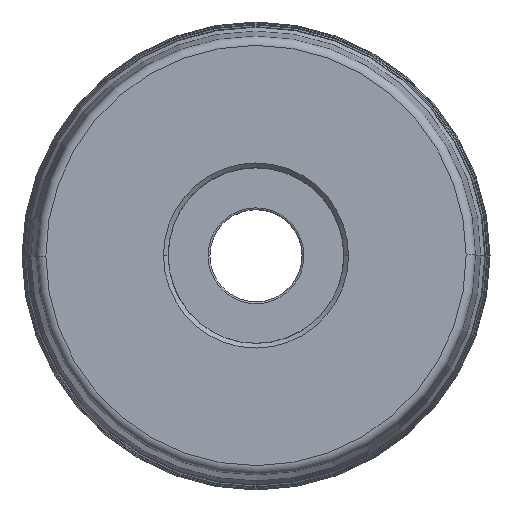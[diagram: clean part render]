
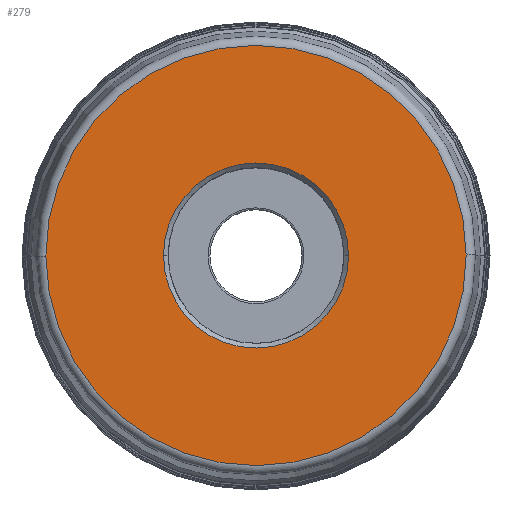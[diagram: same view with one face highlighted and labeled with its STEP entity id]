
A CAD part, top view. The second image highlights one B-rep face of the part: STEP entity #279.
In plain terms, the highlighted planar face has unit normal (0, 0, 1).
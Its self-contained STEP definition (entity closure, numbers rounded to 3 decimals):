
#60=PLANE('',#2826);
#69=FACE_BOUND('',#642,.T.);
#70=FACE_BOUND('',#643,.T.);
#279=ADVANCED_FACE('',(#69,#70),#60,.F.);
#642=EDGE_LOOP('',(#1126,#1127));
#643=EDGE_LOOP('',(#1128,#1129));
#1126=ORIENTED_EDGE('',*,*,#1770,.F.);
#1127=ORIENTED_EDGE('',*,*,#1769,.F.);
#1128=ORIENTED_EDGE('',*,*,#1771,.F.);
#1129=ORIENTED_EDGE('',*,*,#1772,.F.);
#1482=VERTEX_POINT('',#5177);
#1483=VERTEX_POINT('',#5179);
#1484=VERTEX_POINT('',#5184);
#1485=VERTEX_POINT('',#5185);
#1769=EDGE_CURVE('',#1483,#1482,#2150,.T.);
#1770=EDGE_CURVE('',#1482,#1483,#2151,.T.);
#1771=EDGE_CURVE('',#1484,#1485,#2152,.T.);
#1772=EDGE_CURVE('',#1485,#1484,#2153,.T.);
#2150=CIRCLE('',#2821,45.625);
#2151=CIRCLE('',#2823,45.625);
#2152=CIRCLE('',#2824,20.085);
#2153=CIRCLE('',#2825,20.085);
#2821=AXIS2_PLACEMENT_3D('',#5180,#3538,#3539);
#2823=AXIS2_PLACEMENT_3D('',#5182,#3542,#3543);
#2824=AXIS2_PLACEMENT_3D('',#5183,#3544,#3545);
#2825=AXIS2_PLACEMENT_3D('',#5186,#3546,#3547);
#2826=AXIS2_PLACEMENT_3D('',#5187,#3548,#3549);
#3538=DIRECTION('',(0.,0.,-1.));
#3539=DIRECTION('',(-1.,-0.002,0.));
#3542=DIRECTION('',(0.,0.,-1.));
#3543=DIRECTION('',(1.,0.002,0.));
#3544=DIRECTION('',(0.,0.,1.));
#3545=DIRECTION('',(1.,0.002,0.));
#3546=DIRECTION('',(0.,0.,1.));
#3547=DIRECTION('',(-1.,-0.002,0.));
#3548=DIRECTION('',(0.,0.,-1.));
#3549=DIRECTION('',(1.,0.002,0.));
#5177=CARTESIAN_POINT('',(45.625,0.111,0.));
#5179=CARTESIAN_POINT('',(-45.625,-0.111,0.));
#5180=CARTESIAN_POINT('',(0.,0.,0.));
#5182=CARTESIAN_POINT('',(0.,0.,0.));
#5183=CARTESIAN_POINT('',(0.,0.,0.));
#5184=CARTESIAN_POINT('',(20.085,0.049,0.));
#5185=CARTESIAN_POINT('',(-20.085,-0.049,0.));
#5186=CARTESIAN_POINT('',(0.,0.,0.));
#5187=CARTESIAN_POINT('',(0.,0.,0.));
